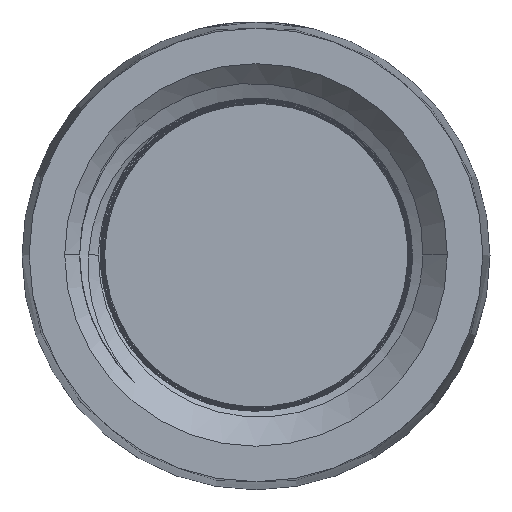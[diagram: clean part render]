
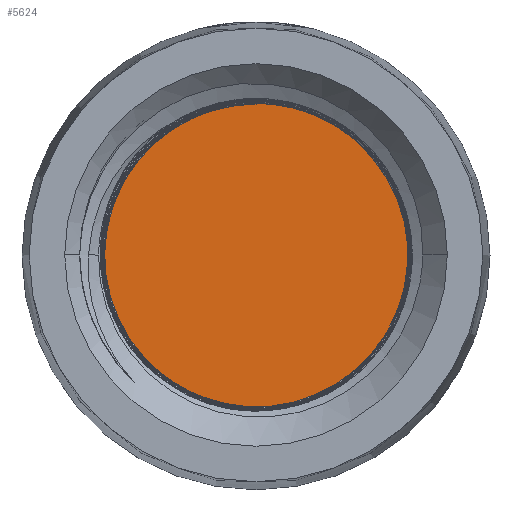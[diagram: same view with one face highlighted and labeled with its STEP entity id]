
A CAD part, top view. The second image highlights one B-rep face of the part: STEP entity #5624.
In plain terms, the highlighted face is planar.
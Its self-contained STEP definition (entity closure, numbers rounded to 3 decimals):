
#113 = CARTESIAN_POINT ( 'NONE',  ( 0., 0., 0. ) ) ;
#276 = VERTEX_POINT ( 'NONE', #1233 ) ;
#968 = EDGE_CURVE ( 'NONE', #276, #1920, #4815, .T. ) ;
#1233 = CARTESIAN_POINT ( 'NONE',  ( 0., 0., -9.25 ) ) ;
#1330 = AXIS2_PLACEMENT_3D ( 'NONE', #2489, #5507, #8545 ) ;
#1641 = AXIS2_PLACEMENT_3D ( 'NONE', #9615, #2819, #5841 ) ;
#1920 = VERTEX_POINT ( 'NONE', #6492 ) ;
#2489 = CARTESIAN_POINT ( 'NONE',  ( 0., 0., 0. ) ) ;
#2819 = DIRECTION ( 'NONE',  ( 0., 1., 0. ) ) ;
#3115 = DIRECTION ( 'NONE',  ( 0., 1., 0. ) ) ;
#4815 = CIRCLE ( 'NONE', #6076, 9.25 ) ;
#5432 = ORIENTED_EDGE ( 'NONE', *, *, #8234, .T. ) ;
#5507 = DIRECTION ( 'NONE',  ( 0., 1., 0. ) ) ;
#5526 = EDGE_LOOP ( 'NONE', ( #5432, #9277 ) ) ;
#5624 = ADVANCED_FACE ( 'NONE', ( #6247 ), #9290, .T. ) ;
#5841 = DIRECTION ( 'NONE',  ( 0., 0., 1. ) ) ;
#5904 = CIRCLE ( 'NONE', #1641, 9.25 ) ;
#6076 = AXIS2_PLACEMENT_3D ( 'NONE', #113, #3115, #6130 ) ;
#6130 = DIRECTION ( 'NONE',  ( 0., 0., 1. ) ) ;
#6247 = FACE_OUTER_BOUND ( 'NONE', #5526, .T. ) ;
#6492 = CARTESIAN_POINT ( 'NONE',  ( 0., 0., 9.25 ) ) ;
#8234 = EDGE_CURVE ( 'NONE', #1920, #276, #5904, .T. ) ;
#8545 = DIRECTION ( 'NONE',  ( 0., 0., 1. ) ) ;
#9277 = ORIENTED_EDGE ( 'NONE', *, *, #968, .T. ) ;
#9290 = PLANE ( 'NONE',  #1330 ) ;
#9615 = CARTESIAN_POINT ( 'NONE',  ( 0., 0., 0. ) ) ;
